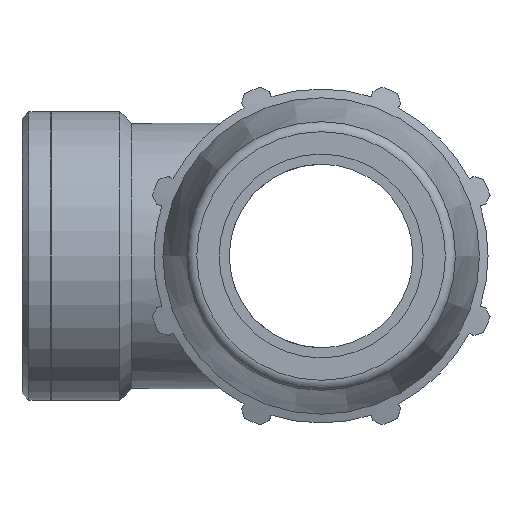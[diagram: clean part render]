
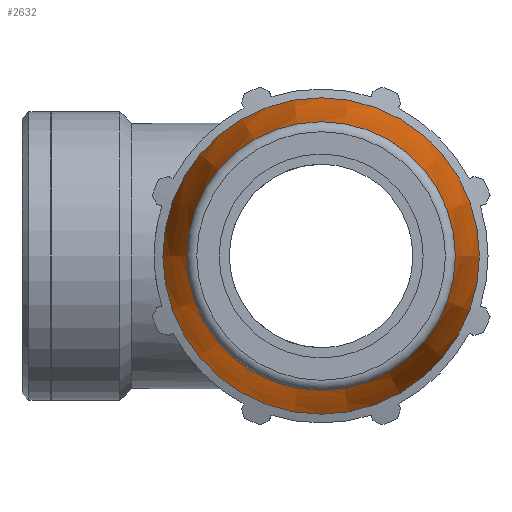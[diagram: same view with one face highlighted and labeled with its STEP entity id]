
A CAD part, left-side view. The second image highlights one B-rep face of the part: STEP entity #2632.
In plain terms, the highlighted conical face has half-angle 12 degrees and reference radius 53.469 mm.
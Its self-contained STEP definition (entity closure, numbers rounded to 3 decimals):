
#560=CONICAL_SURFACE('',#2845,53.469,12.);
#590=FACE_BOUND('',#862,.T.);
#692=FACE_OUTER_BOUND('',#861,.T.);
#861=EDGE_LOOP('',(#2115));
#862=EDGE_LOOP('',(#2116));
#1032=CIRCLE('',#2800,58.188);
#1038=CIRCLE('',#2843,49.381);
#1227=VERTEX_POINT('',#4216);
#1233=VERTEX_POINT('',#4288);
#1529=EDGE_CURVE('',#1227,#1227,#1032,.T.);
#1558=EDGE_CURVE('',#1233,#1233,#1038,.T.);
#2115=ORIENTED_EDGE('',*,*,#1529,.F.);
#2116=ORIENTED_EDGE('',*,*,#1558,.T.);
#2632=ADVANCED_FACE('',(#692,#590),#560,.T.);
#2800=AXIS2_PLACEMENT_3D('',#4217,#3232,#3233);
#2843=AXIS2_PLACEMENT_3D('',#4289,#3341,#3342);
#2845=AXIS2_PLACEMENT_3D('',#4292,#3345,#3346);
#3232=DIRECTION('center_axis',(1.,0.,0.));
#3233=DIRECTION('ref_axis',(0.,0.,-1.));
#3341=DIRECTION('center_axis',(1.,0.,0.));
#3342=DIRECTION('ref_axis',(0.,-1.,0.));
#3345=DIRECTION('center_axis',(1.,0.,0.));
#3346=DIRECTION('ref_axis',(0.,1.,0.));
#4216=CARTESIAN_POINT('',(-140.6,58.188,0.));
#4217=CARTESIAN_POINT('Origin',(-140.6,0.,0.));
#4288=CARTESIAN_POINT('',(-182.03,49.381,0.));
#4289=CARTESIAN_POINT('Origin',(-182.03,0.,
0.));
#4292=CARTESIAN_POINT('Origin',(-162.8,0.,0.));
